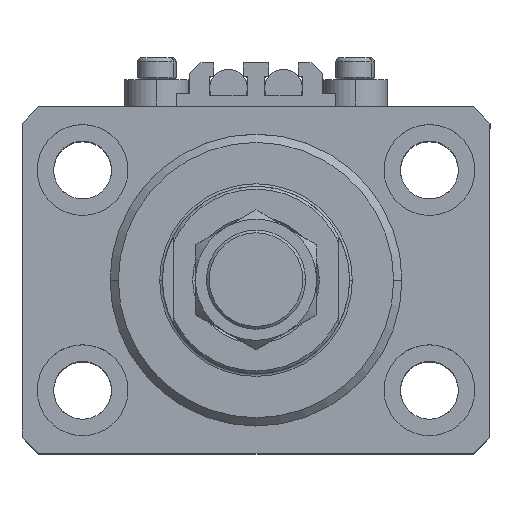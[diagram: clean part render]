
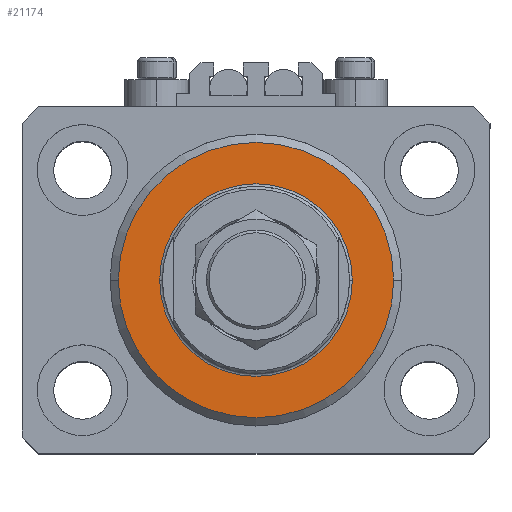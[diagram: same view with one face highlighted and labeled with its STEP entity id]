
A CAD part, top view. The second image highlights one B-rep face of the part: STEP entity #21174.
In plain terms, the highlighted face is planar.
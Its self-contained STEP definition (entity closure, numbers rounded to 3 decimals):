
#55 = EDGE_LOOP ( 'NONE', ( #27653, #49797 ) ) ;
#3568 = PLANE ( 'NONE',  #21946 ) ;
#6040 = CARTESIAN_POINT ( 'NONE',  ( 25., 0., 0. ) ) ;
#6384 = AXIS2_PLACEMENT_3D ( 'NONE', #33443, #30115, #26290 ) ;
#6893 = FACE_OUTER_BOUND ( 'NONE', #22875, .T. ) ;
#9525 = VERTEX_POINT ( 'NONE', #38192 ) ;
#10523 = CARTESIAN_POINT ( 'NONE',  ( 0., 0., 0. ) ) ;
#11265 = CIRCLE ( 'NONE', #6384, 25. ) ;
#12552 = CARTESIAN_POINT ( 'NONE',  ( -25., 0., 0. ) ) ;
#12971 = CIRCLE ( 'NONE', #19536, 17.5 ) ;
#14403 = DIRECTION ( 'NONE',  ( 0., 0., 1. ) ) ;
#16214 = ORIENTED_EDGE ( 'NONE', *, *, #20481, .T. ) ;
#18223 = DIRECTION ( 'NONE',  ( 0., 0., 1. ) ) ;
#18668 = CARTESIAN_POINT ( 'NONE',  ( 0., 0., 0. ) ) ;
#18845 = EDGE_CURVE ( 'NONE', #33002, #9525, #47297, .T. ) ;
#19536 = AXIS2_PLACEMENT_3D ( 'NONE', #29776, #14403, #30023 ) ;
#20481 = EDGE_CURVE ( 'NONE', #29172, #40931, #11265, .T. ) ;
#21174 = ADVANCED_FACE ( 'NONE', ( #50139, #6893 ), #3568, .F. ) ;
#21213 = CARTESIAN_POINT ( 'NONE',  ( 17.5, 0., 0. ) ) ;
#21946 = AXIS2_PLACEMENT_3D ( 'NONE', #18668, #49889, #29935 ) ;
#22073 = DIRECTION ( 'NONE',  ( 1., 0., 0. ) ) ;
#22557 = EDGE_CURVE ( 'NONE', #9525, #33002, #12971, .T. ) ;
#22570 = DIRECTION ( 'NONE',  ( 1., 0., 0. ) ) ;
#22875 = EDGE_LOOP ( 'NONE', ( #45717, #16214 ) ) ;
#26287 = CIRCLE ( 'NONE', #33612, 25. ) ;
#26290 = DIRECTION ( 'NONE',  ( 1., 0., 0. ) ) ;
#27653 = ORIENTED_EDGE ( 'NONE', *, *, #18845, .T. ) ;
#29172 = VERTEX_POINT ( 'NONE', #12552 ) ;
#29776 = CARTESIAN_POINT ( 'NONE',  ( 0., 0., 0. ) ) ;
#29935 = DIRECTION ( 'NONE',  ( 1., 0., 0. ) ) ;
#30023 = DIRECTION ( 'NONE',  ( 1., 0., 0. ) ) ;
#30115 = DIRECTION ( 'NONE',  ( 0., 0., -1. ) ) ;
#33002 = VERTEX_POINT ( 'NONE', #21213 ) ;
#33443 = CARTESIAN_POINT ( 'NONE',  ( 0., 0., 0. ) ) ;
#33612 = AXIS2_PLACEMENT_3D ( 'NONE', #41252, #38167, #22073 ) ;
#38167 = DIRECTION ( 'NONE',  ( 0., 0., -1. ) ) ;
#38192 = CARTESIAN_POINT ( 'NONE',  ( -17.5, 0., 0. ) ) ;
#38424 = EDGE_CURVE ( 'NONE', #40931, #29172, #26287, .T. ) ;
#40931 = VERTEX_POINT ( 'NONE', #6040 ) ;
#41252 = CARTESIAN_POINT ( 'NONE',  ( 0., 0., 0. ) ) ;
#43918 = AXIS2_PLACEMENT_3D ( 'NONE', #10523, #18223, #22570 ) ;
#45717 = ORIENTED_EDGE ( 'NONE', *, *, #38424, .T. ) ;
#47297 = CIRCLE ( 'NONE', #43918, 17.5 ) ;
#49797 = ORIENTED_EDGE ( 'NONE', *, *, #22557, .T. ) ;
#49889 = DIRECTION ( 'NONE',  ( 0., 0., 1. ) ) ;
#50139 = FACE_BOUND ( 'NONE', #55, .T. ) ;
